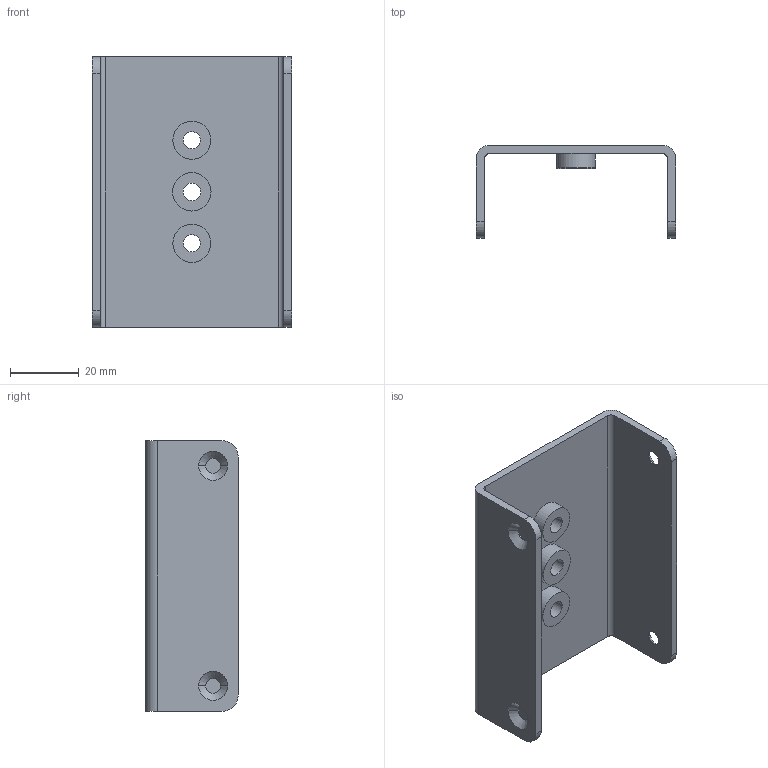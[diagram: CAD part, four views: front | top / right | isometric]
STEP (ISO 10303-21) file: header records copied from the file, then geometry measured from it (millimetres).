
FILE_DESCRIPTION((''),'2;1');
FILE_NAME('156763_SW','2011-10-06T',('banengservice'),('BANNER ENGINEERING'),'PRO/ENGINEER BY PARAMETRIC TECHNOLOGY CORPORATION, 2009141','PRO/ENGINEER BY PARAMETRIC TECHNOLOGY CORPORATION, 2009141','');
FILE_SCHEMA(('CONFIG_CONTROL_DESIGN'));
Length unit declared in the file: inch
Products named in the file (1): 156763_SW
Bounding box: 57.89 x 26.89 x 78.7 mm (x, y, z)
Volume: 19217.8 mm3; surface area: 18037.1 mm2
Topology: 1 solids, 1 shells, 60 faces, 142 edges, 92 vertices
Faces by surface type: cylinder 34, plane 18, cone 8
Entity records: 1818 total; most frequent: DIRECTION 338, CARTESIAN_POINT 294, ORIENTED_EDGE 284, EDGE_CURVE 142, AXIS2_PLACEMENT_3D 136, VERTEX_POINT 92, EDGE_LOOP 78, CIRCLE 76
